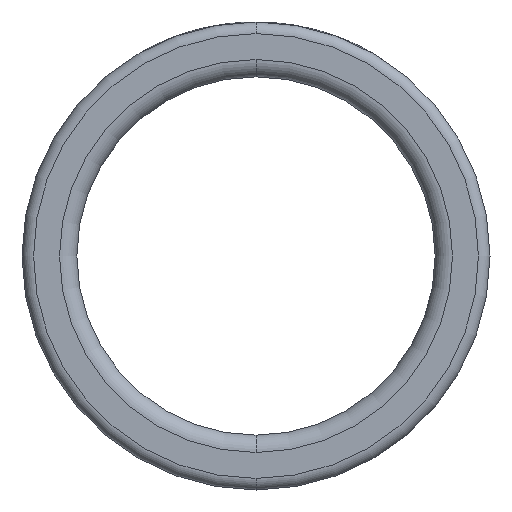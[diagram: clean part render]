
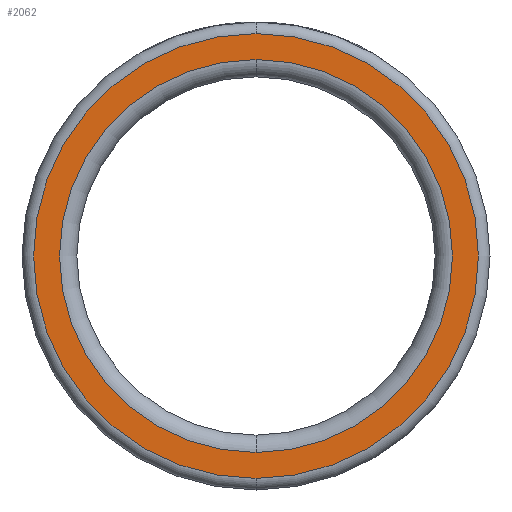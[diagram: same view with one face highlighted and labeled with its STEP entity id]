
A CAD part, front view. The second image highlights one B-rep face of the part: STEP entity #2062.
In plain terms, the highlighted planar face has unit normal (0, -1, 0).
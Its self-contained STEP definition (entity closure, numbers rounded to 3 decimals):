
#14 = VERTEX_POINT ( 'NONE', #1032 ) ;
#28 = DIRECTION ( 'NONE',  ( 0., 0., -1. ) ) ;
#50 = ORIENTED_EDGE ( 'NONE', *, *, #1495, .T. ) ;
#224 = AXIS2_PLACEMENT_3D ( 'NONE', #1873, #2501, #1850 ) ;
#387 = DIRECTION ( 'NONE',  ( 0., -1., 0. ) ) ;
#455 = VERTEX_POINT ( 'NONE', #628 ) ;
#457 = ORIENTED_EDGE ( 'NONE', *, *, #2202, .T. ) ;
#469 = AXIS2_PLACEMENT_3D ( 'NONE', #1885, #387, #2514 ) ;
#521 = ORIENTED_EDGE ( 'NONE', *, *, #2120, .F. ) ;
#557 = EDGE_LOOP ( 'NONE', ( #1932, #521 ) ) ;
#584 = CIRCLE ( 'NONE', #2604, 34. ) ;
#628 = CARTESIAN_POINT ( 'NONE',  ( 0., -107.5, -34. ) ) ;
#663 = CARTESIAN_POINT ( 'NONE',  ( 0., -107.5, 0. ) ) ;
#796 = DIRECTION ( 'NONE',  ( 0., -1., 0. ) ) ;
#859 = FACE_OUTER_BOUND ( 'NONE', #1999, .T. ) ;
#909 = CARTESIAN_POINT ( 'NONE',  ( 0., -107.5, 0. ) ) ;
#1032 = CARTESIAN_POINT ( 'NONE',  ( 0., -107.5, 34. ) ) ;
#1089 = CIRCLE ( 'NONE', #224, 38.5 ) ;
#1292 = AXIS2_PLACEMENT_3D ( 'NONE', #2281, #796, #1810 ) ;
#1488 = CIRCLE ( 'NONE', #469, 34. ) ;
#1495 = EDGE_CURVE ( 'NONE', #2456, #2335, #1089, .T. ) ;
#1607 = CARTESIAN_POINT ( 'NONE',  ( 0., -107.5, 38.5 ) ) ;
#1722 = DIRECTION ( 'NONE',  ( 0., -1., 0. ) ) ;
#1783 = EDGE_CURVE ( 'NONE', #455, #14, #584, .T. ) ;
#1810 = DIRECTION ( 'NONE',  ( 0., 0., -1. ) ) ;
#1822 = CIRCLE ( 'NONE', #2465, 38.5 ) ;
#1850 = DIRECTION ( 'NONE',  ( 0., 0., -1. ) ) ;
#1873 = CARTESIAN_POINT ( 'NONE',  ( 0., -107.5, 0. ) ) ;
#1885 = CARTESIAN_POINT ( 'NONE',  ( 0., -107.5, 0. ) ) ;
#1932 = ORIENTED_EDGE ( 'NONE', *, *, #1783, .F. ) ;
#1969 = DIRECTION ( 'NONE',  ( 0., -1., 0. ) ) ;
#1999 = EDGE_LOOP ( 'NONE', ( #457, #50 ) ) ;
#2003 = PLANE ( 'NONE',  #1292 ) ;
#2062 = ADVANCED_FACE ( 'NONE', ( #859, #2384 ), #2003, .T. ) ;
#2120 = EDGE_CURVE ( 'NONE', #14, #455, #1488, .T. ) ;
#2202 = EDGE_CURVE ( 'NONE', #2335, #2456, #1822, .T. ) ;
#2275 = CARTESIAN_POINT ( 'NONE',  ( 0., -107.5, -38.5 ) ) ;
#2281 = CARTESIAN_POINT ( 'NONE',  ( 34., -107.5, 0. ) ) ;
#2335 = VERTEX_POINT ( 'NONE', #2275 ) ;
#2384 = FACE_BOUND ( 'NONE', #557, .T. ) ;
#2391 = DIRECTION ( 'NONE',  ( 0., 0., -1. ) ) ;
#2456 = VERTEX_POINT ( 'NONE', #1607 ) ;
#2465 = AXIS2_PLACEMENT_3D ( 'NONE', #663, #1722, #28 ) ;
#2501 = DIRECTION ( 'NONE',  ( 0., -1., 0. ) ) ;
#2514 = DIRECTION ( 'NONE',  ( 0., 0., -1. ) ) ;
#2604 = AXIS2_PLACEMENT_3D ( 'NONE', #909, #1969, #2391 ) ;
